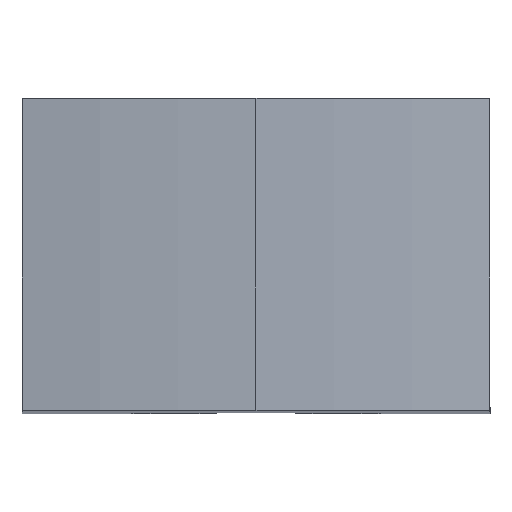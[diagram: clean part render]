
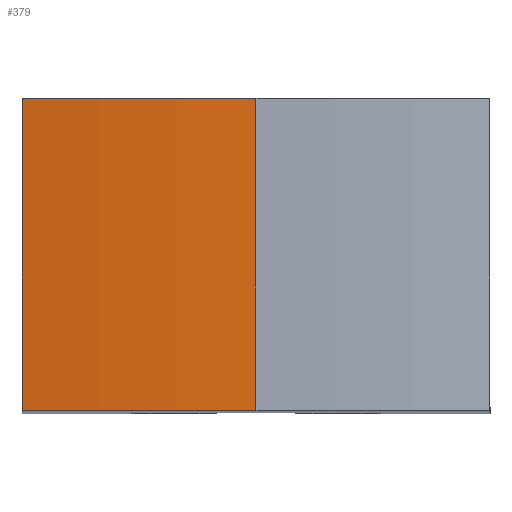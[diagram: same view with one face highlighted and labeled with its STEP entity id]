
A CAD part, top view. The second image highlights one B-rep face of the part: STEP entity #379.
In plain terms, the highlighted cylindrical face has radius 93 mm (diameter 186 mm), a partial arc.
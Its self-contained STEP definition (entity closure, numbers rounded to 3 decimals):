
#37 = VERTEX_POINT ( 'NONE', #290 ) ;
#39 = EDGE_CURVE ( 'NONE', #952, #605, #718, .T. ) ;
#68 = DIRECTION ( 'NONE',  ( 0., 1., 0. ) ) ;
#75 = EDGE_LOOP ( 'NONE', ( #318, #807, #176, #265 ) ) ;
#107 = AXIS2_PLACEMENT_3D ( 'NONE', #598, #456, #513 ) ;
#119 = CARTESIAN_POINT ( 'NONE',  ( 0., 10., 93. ) ) ;
#123 = CARTESIAN_POINT ( 'NONE',  ( 0., 10., 0. ) ) ;
#136 = DIRECTION ( 'NONE',  ( 0., 0., 1. ) ) ;
#176 = ORIENTED_EDGE ( 'NONE', *, *, #799, .T. ) ;
#193 = DIRECTION ( 'NONE',  ( 1., 0., 0. ) ) ;
#199 = AXIS2_PLACEMENT_3D ( 'NONE', #123, #357, #193 ) ;
#201 = FACE_OUTER_BOUND ( 'NONE', #75, .T. ) ;
#244 = VECTOR ( 'NONE', #458, 1000. ) ;
#248 = CARTESIAN_POINT ( 'NONE',  ( -15., 10., 91.782 ) ) ;
#265 = ORIENTED_EDGE ( 'NONE', *, *, #39, .F. ) ;
#281 = CARTESIAN_POINT ( 'NONE',  ( 0., -10., 0. ) ) ;
#283 = EDGE_CURVE ( 'NONE', #37, #719, #475, .T. ) ;
#290 = CARTESIAN_POINT ( 'NONE',  ( 0., -10., 93. ) ) ;
#318 = ORIENTED_EDGE ( 'NONE', *, *, #953, .F. ) ;
#345 = CIRCLE ( 'NONE', #107, 93. ) ;
#357 = DIRECTION ( 'NONE',  ( 0., -1., 0. ) ) ;
#379 = ADVANCED_FACE ( 'NONE', ( #201 ), #618, .T. ) ;
#455 = CIRCLE ( 'NONE', #199, 93. ) ;
#456 = DIRECTION ( 'NONE',  ( 0., -1., 0. ) ) ;
#458 = DIRECTION ( 'NONE',  ( 0., 1., 0. ) ) ;
#475 = LINE ( 'NONE', #855, #586 ) ;
#513 = DIRECTION ( 'NONE',  ( 1., 0., 0. ) ) ;
#566 = AXIS2_PLACEMENT_3D ( 'NONE', #281, #68, #136 ) ;
#586 = VECTOR ( 'NONE', #773, 1000. ) ;
#598 = CARTESIAN_POINT ( 'NONE',  ( 0., -10., 0. ) ) ;
#605 = VERTEX_POINT ( 'NONE', #248 ) ;
#609 = CARTESIAN_POINT ( 'NONE',  ( -15., -10., 91.782 ) ) ;
#618 = CYLINDRICAL_SURFACE ( 'NONE', #566, 93. ) ;
#718 = LINE ( 'NONE', #609, #244 ) ;
#719 = VERTEX_POINT ( 'NONE', #119 ) ;
#759 = CARTESIAN_POINT ( 'NONE',  ( -15., -10., 91.782 ) ) ;
#773 = DIRECTION ( 'NONE',  ( 0., 1., 0. ) ) ;
#799 = EDGE_CURVE ( 'NONE', #719, #605, #455, .T. ) ;
#807 = ORIENTED_EDGE ( 'NONE', *, *, #283, .T. ) ;
#855 = CARTESIAN_POINT ( 'NONE',  ( 0., -10., 93. ) ) ;
#952 = VERTEX_POINT ( 'NONE', #759 ) ;
#953 = EDGE_CURVE ( 'NONE', #37, #952, #345, .T. ) ;
